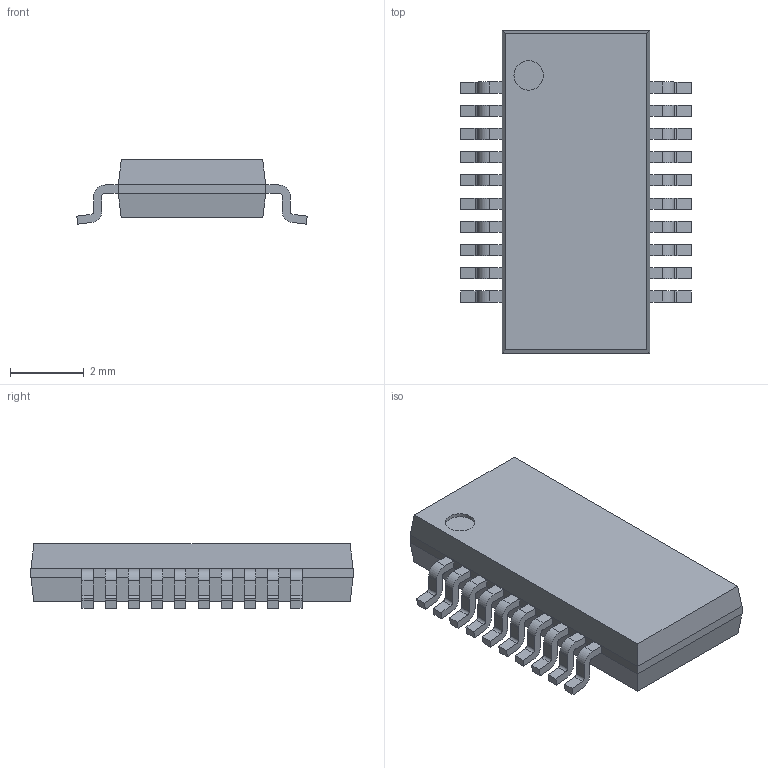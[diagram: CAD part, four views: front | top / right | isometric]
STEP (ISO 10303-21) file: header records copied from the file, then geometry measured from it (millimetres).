
FILE_DESCRIPTION(/* description */ (''),/* implementation_level */ '2;1');
FILE_NAME(/* name */ 'SOP64P602X173-20N.stp',/* time_stamp */ '2017-09-21T10:10:43+02:00',/* author */ ('jchouvet'),/* organization */ (''),/* preprocessor_version */ 'ST-DEVELOPER v16.1',/* originating_system */ 'AutoCAD Mechanical',/* authorisation */ '');
FILE_SCHEMA (('AUTOMOTIVE_DESIGN { 1 0 10303 214 3 1 1 }'));
Length unit declared in the file: millimetre
Products named in the file (1): Product
Bounding box: 6.25 x 8.74 x 1.75 mm (x, y, z)
Volume: 55.8 mm3; surface area: 144.8 mm2
Topology: 21 solids, 21 shells, 296 faces, 751 edges, 498 vertices
Faces by surface type: plane 215, cylinder 81
Full cylindrical faces by diameter (mm): 0.8 x1
Entity records: 8887 total; most frequent: CARTESIAN_POINT 1545, DIRECTION 1506, ORIENTED_EDGE 1500, EDGE_CURVE 750, LINE 588, VECTOR 588, VERTEX_POINT 498, AXIS2_PLACEMENT_3D 459
